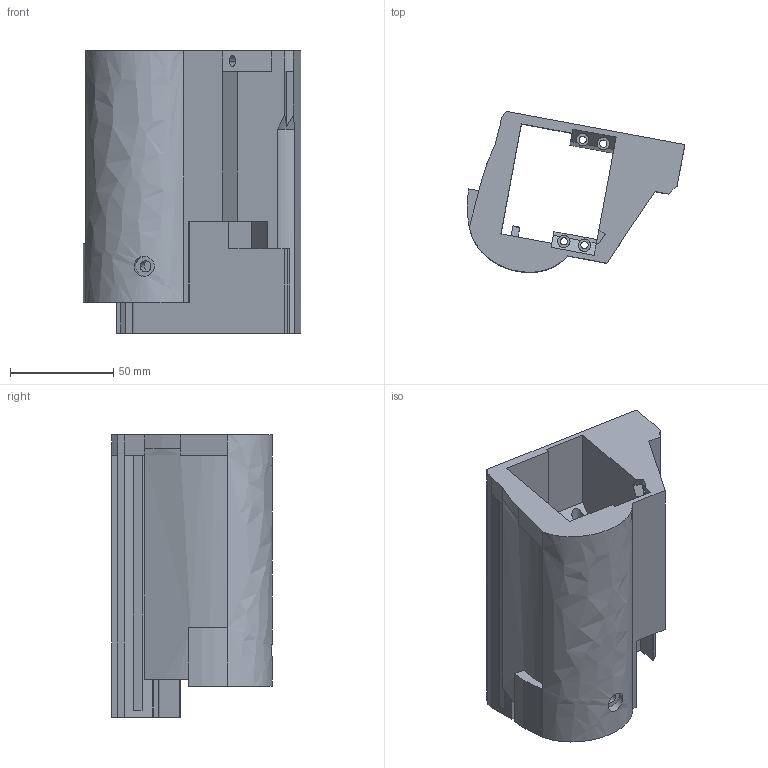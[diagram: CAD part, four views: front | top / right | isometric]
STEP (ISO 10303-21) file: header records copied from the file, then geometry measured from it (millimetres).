
FILE_DESCRIPTION (( 'STEP AP214' ), '1' );
FILE_NAME ('eye-middle-right_try_mirror.STEP', '2024-04-22T10:05:26', ( '' ), ( '' ), 'SwSTEP 2.0', 'SolidWorks 2023', '' );
FILE_SCHEMA (( 'AUTOMOTIVE_DESIGN' ));
Length unit declared in the file: millimetre
Products named in the file (1): eye-middle-right_try_mirror
Bounding box: 105.31 x 77.84 x 136.67 mm (x, y, z)
Volume: 287208.6 mm3; surface area: 72375.2 mm2
Topology: 1 solids, 1 shells, 118 faces, 336 edges, 219 vertices
Faces by surface type: plane 85, cylinder 28, bspline 4, cone 1
Entity records: 4060 total; most frequent: CARTESIAN_POINT 981, ORIENTED_EDGE 672, DIRECTION 583, EDGE_CURVE 336, VECTOR 257, LINE 257, VERTEX_POINT 219, AXIS2_PLACEMENT_3D 163
